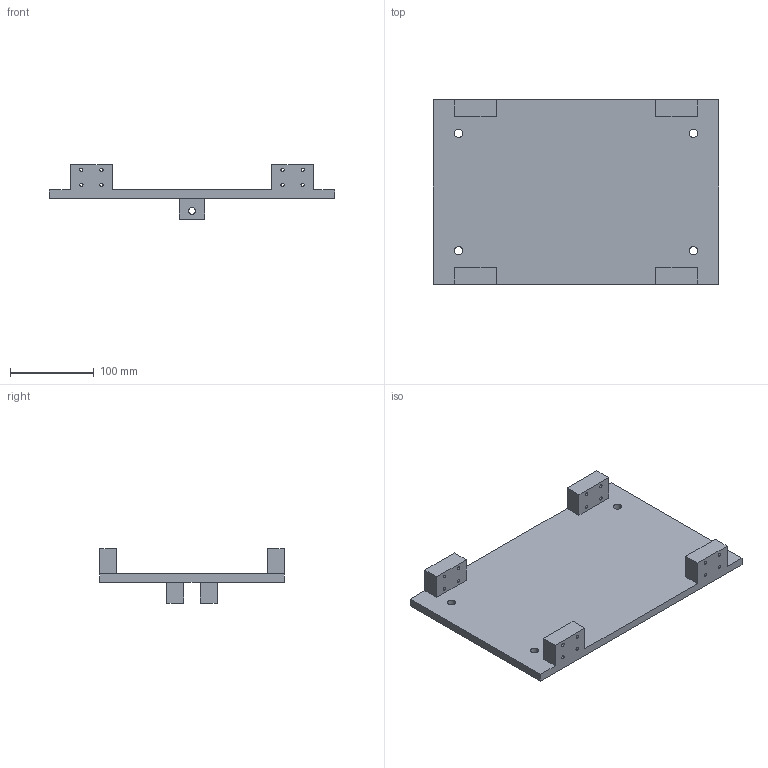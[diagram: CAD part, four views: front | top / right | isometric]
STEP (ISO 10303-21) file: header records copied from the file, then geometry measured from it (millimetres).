
FILE_DESCRIPTION (( 'STEP AP214' ), '1' );
FILE_NAME ('robot_base.STEP', '2023-03-06T07:48:16', ( '' ), ( '' ), 'SwSTEP 2.0', 'SolidWorks 2018', '' );
FILE_SCHEMA (( 'AUTOMOTIVE_DESIGN' ));
Length unit declared in the file: millimetre
Products named in the file (1): robot_base
Bounding box: 340 x 220 x 65 mm (x, y, z)
Volume: 888913.6 mm3; surface area: 187602.9 mm2
Topology: 1 solids, 1 shells, 76 faces, 216 edges, 144 vertices
Faces by surface type: cylinder 44, plane 32
Entity records: 2696 total; most frequent: DIRECTION 458, CARTESIAN_POINT 437, ORIENTED_EDGE 432, EDGE_CURVE 216, AXIS2_PLACEMENT_3D 165, VERTEX_POINT 144, VECTOR 128, LINE 128
